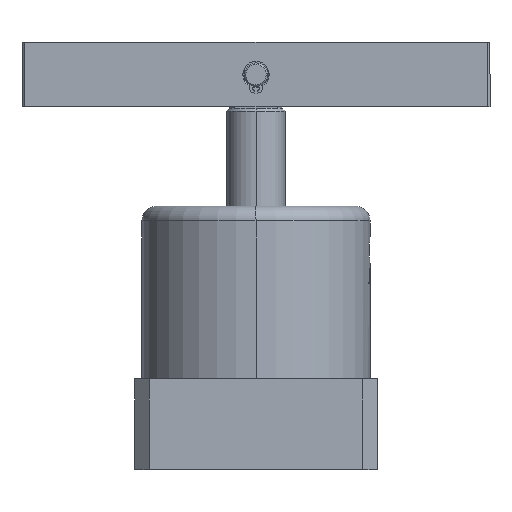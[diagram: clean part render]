
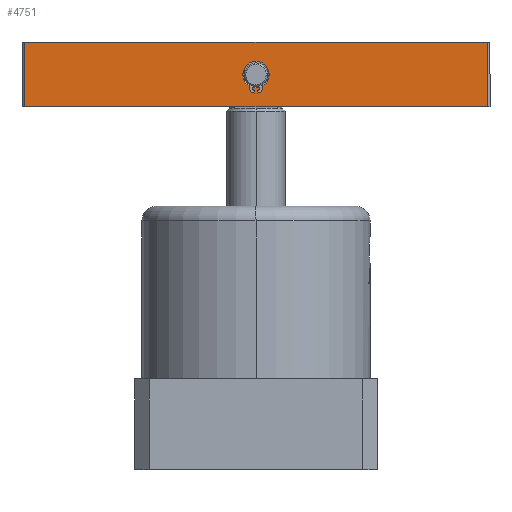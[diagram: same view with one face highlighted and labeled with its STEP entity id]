
A CAD part, left-side view. The second image highlights one B-rep face of the part: STEP entity #4751.
In plain terms, the highlighted face is planar.
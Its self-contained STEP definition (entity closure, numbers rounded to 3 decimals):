
#87 = CARTESIAN_POINT ( 'NONE',  ( -79., 11., 22. ) ) ;
#89 = CARTESIAN_POINT ( 'NONE',  ( 0., 11., 15.5 ) ) ;
#136 = CARTESIAN_POINT ( 'NONE',  ( -79., 11., 0. ) ) ;
#225 = CARTESIAN_POINT ( 'NONE',  ( 79., 11., 22. ) ) ;
#1301 = EDGE_LOOP ( 'NONE', ( #6226, #6227, #6228, #6229 ) ) ;
#1317 = EDGE_LOOP ( 'NONE', ( #6224, #6225 ) ) ;
#1970 = CARTESIAN_POINT ( 'NONE',  ( -80., 11., 22. ) ) ;
#2067 = DIRECTION ( 'NONE',  ( 0., 0., -1. ) ) ;
#2068 = DIRECTION ( 'NONE',  ( 0., -1., 0. ) ) ;
#2075 = PLANE ( 'NONE',  #2240 ) ;
#2240 = AXIS2_PLACEMENT_3D ( 'NONE', #1970, #2068, #2067 ) ;
#2365 = FACE_OUTER_BOUND ( 'NONE', #1301, .T. ) ;
#2368 = FACE_BOUND ( 'NONE', #1317, .T. ) ;
#2694 = VERTEX_POINT ( 'NONE', #89 ) ;
#2696 = VERTEX_POINT ( 'NONE', #87 ) ;
#2711 = VERTEX_POINT ( 'NONE', #225 ) ;
#2839 = VECTOR ( 'NONE', #2945, 1000. ) ;
#2842 = CIRCLE ( 'NONE', #6924, 4.5 ) ;
#2844 = VECTOR ( 'NONE', #2962, 1000. ) ;
#2846 = LINE ( 'NONE', #2950, #2839 ) ;
#2847 = CIRCLE ( 'NONE', #6930, 4.5 ) ;
#2851 = LINE ( 'NONE', #2956, #2844 ) ;
#2881 = DIRECTION ( 'NONE',  ( 0., 0., 1. ) ) ;
#2887 = CARTESIAN_POINT ( 'NONE',  ( -79., 11., 22. ) ) ;
#2904 = DIRECTION ( 'NONE',  ( 0., 0., -1. ) ) ;
#2905 = DIRECTION ( 'NONE',  ( 0., -1., 0. ) ) ;
#2906 = CARTESIAN_POINT ( 'NONE',  ( 0., 11., 11. ) ) ;
#2925 = DIRECTION ( 'NONE',  ( -1., 0., 0. ) ) ;
#2932 = CARTESIAN_POINT ( 'NONE',  ( -80., 11., 0. ) ) ;
#2945 = DIRECTION ( 'NONE',  ( -1., 0., 0. ) ) ;
#2950 = CARTESIAN_POINT ( 'NONE',  ( -80., 11., 22. ) ) ;
#2956 = CARTESIAN_POINT ( 'NONE',  ( 79., 11., 22. ) ) ;
#2959 = DIRECTION ( 'NONE',  ( 0., 0., -1. ) ) ;
#2960 = DIRECTION ( 'NONE',  ( 0., -1., 0. ) ) ;
#2961 = CARTESIAN_POINT ( 'NONE',  ( 0., 11., 11. ) ) ;
#2962 = DIRECTION ( 'NONE',  ( 0., 0., -1. ) ) ;
#3313 = VERTEX_POINT ( 'NONE', #136 ) ;
#3320 = VERTEX_POINT ( 'NONE', #6731 ) ;
#3340 = VERTEX_POINT ( 'NONE', #6625 ) ;
#4751 = ADVANCED_FACE ( 'NONE', ( #2368, #2365 ), #2075, .F. ) ;
#5286 = EDGE_CURVE ( 'NONE', #3320, #3313, #6457, .T. ) ;
#5291 = EDGE_CURVE ( 'NONE', #3313, #2696, #6453, .T. ) ;
#5338 = EDGE_CURVE ( 'NONE', #2694, #3340, #2847, .T. ) ;
#5340 = EDGE_CURVE ( 'NONE', #2711, #3320, #2851, .T. ) ;
#5343 = EDGE_CURVE ( 'NONE', #2711, #2696, #2846, .T. ) ;
#5349 = EDGE_CURVE ( 'NONE', #3340, #2694, #2842, .T. ) ;
#6224 = ORIENTED_EDGE ( 'NONE', *, *, #5338, .T. ) ;
#6225 = ORIENTED_EDGE ( 'NONE', *, *, #5349, .T. ) ;
#6226 = ORIENTED_EDGE ( 'NONE', *, *, #5343, .F. ) ;
#6227 = ORIENTED_EDGE ( 'NONE', *, *, #5340, .T. ) ;
#6228 = ORIENTED_EDGE ( 'NONE', *, *, #5286, .T. ) ;
#6229 = ORIENTED_EDGE ( 'NONE', *, *, #5291, .T. ) ;
#6450 = VECTOR ( 'NONE', #2881, 1000. ) ;
#6453 = LINE ( 'NONE', #2887, #6450 ) ;
#6454 = VECTOR ( 'NONE', #2925, 1000. ) ;
#6457 = LINE ( 'NONE', #2932, #6454 ) ;
#6625 = CARTESIAN_POINT ( 'NONE',  ( 0., 11., 6.5 ) ) ;
#6731 = CARTESIAN_POINT ( 'NONE',  ( 79., 11., 0. ) ) ;
#6924 = AXIS2_PLACEMENT_3D ( 'NONE', #2906, #2905, #2904 ) ;
#6930 = AXIS2_PLACEMENT_3D ( 'NONE', #2961, #2960, #2959 ) ;
